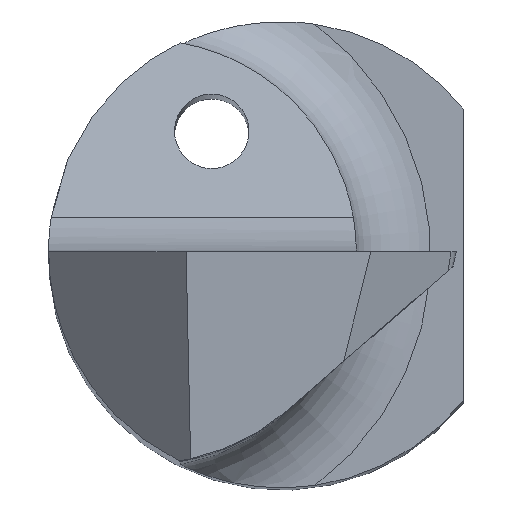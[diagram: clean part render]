
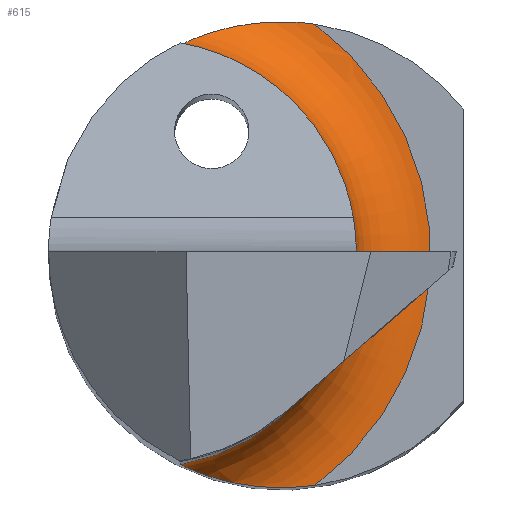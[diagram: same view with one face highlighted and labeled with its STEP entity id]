
A CAD part, top view. The second image highlights one B-rep face of the part: STEP entity #615.
In plain terms, the highlighted toroidal (fillet/blend) face has major radius 3.084 mm and minor radius 0.8 mm.
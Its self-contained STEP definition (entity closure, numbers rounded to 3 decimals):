
#6 = CARTESIAN_POINT ( 'NONE',  ( -0.678, -2.411, 15.207 ) ) ;
#19 = CARTESIAN_POINT ( 'NONE',  ( -1.09, 2.25, 15.8 ) ) ;
#31 = ORIENTED_EDGE ( 'NONE', *, *, #528, .F. ) ;
#59 = EDGE_CURVE ( 'NONE', #500, #332, #457, .T. ) ;
#62 = CARTESIAN_POINT ( 'NONE',  ( -0.809, -2.368, 15.283 ) ) ;
#68 = CARTESIAN_POINT ( 'NONE',  ( 0.357, -2.474, 15. ) ) ;
#75 = CARTESIAN_POINT ( 'NONE',  ( -0.68, 2.41, 15.207 ) ) ;
#81 = CIRCLE ( 'NONE', #111, 3.084 ) ;
#111 = AXIS2_PLACEMENT_3D ( 'NONE', #824, #541, #133 ) ;
#133 = DIRECTION ( 'NONE',  ( 1., 0., 0. ) ) ;
#170 = AXIS2_PLACEMENT_3D ( 'NONE', #479, #761, #330 ) ;
#217 = CARTESIAN_POINT ( 'NONE',  ( 0.204, -2.496, 15. ) ) ;
#227 = DIRECTION ( 'NONE',  ( 1., 0., 0. ) ) ;
#264 = CIRCLE ( 'NONE', #170, 2.284 ) ;
#270 = CARTESIAN_POINT ( 'NONE',  ( -1.072, -2.259, 15.646 ) ) ;
#274 = CARTESIAN_POINT ( 'NONE',  ( -1.09, -2.25, 15.722 ) ) ;
#297 = CARTESIAN_POINT ( 'NONE',  ( -1.484, 0., 15.8 ) ) ;
#307 = ORIENTED_EDGE ( 'NONE', *, *, #59, .F. ) ;
#319 = ORIENTED_EDGE ( 'NONE', *, *, #540, .F. ) ;
#330 = DIRECTION ( 'NONE',  ( 1., 0., 0. ) ) ;
#332 = VERTEX_POINT ( 'NONE', #645 ) ;
#335 = CARTESIAN_POINT ( 'NONE',  ( -0.964, -2.307, 15.445 ) ) ;
#340 = CARTESIAN_POINT ( 'NONE',  ( -1.09, -2.25, 15.8 ) ) ;
#362 = VERTEX_POINT ( 'NONE', #371 ) ;
#371 = CARTESIAN_POINT ( 'NONE',  ( 0.357, 2.474, 15. ) ) ;
#383 = AXIS2_PLACEMENT_3D ( 'NONE', #297, #574, #227 ) ;
#419 = CARTESIAN_POINT ( 'NONE',  ( -1.008, -2.288, 15.506 ) ) ;
#428 = CARTESIAN_POINT ( 'NONE',  ( -0.4, -2.472, 15.094 ) ) ;
#457 = B_SPLINE_CURVE_WITH_KNOTS ( 'NONE', 3,
 ( #68, #217, #847, #573, #428, #6, #62, #335, #419, #270, #274, #340 ),
 .UNSPECIFIED., .F., .F.,
 ( 4, 2, 2, 2, 2, 4 ),
 ( 0., 0., 0.001, 0.001, 0.002, 0.002 ),
 .UNSPECIFIED. ) ;
#473 = TOROIDAL_SURFACE ( 'NONE', #383, 3.084, 0.8 ) ;
#479 = CARTESIAN_POINT ( 'NONE',  ( -1.484, 0., 15.8 ) ) ;
#500 = VERTEX_POINT ( 'NONE', #771 ) ;
#502 = CARTESIAN_POINT ( 'NONE',  ( 0.05, 2.504, 15.01 ) ) ;
#510 = CARTESIAN_POINT ( 'NONE',  ( -0.402, 2.472, 15.094 ) ) ;
#528 = EDGE_CURVE ( 'NONE', #332, #862, #264, .T. ) ;
#540 = EDGE_CURVE ( 'NONE', #362, #500, #81, .T. ) ;
#541 = DIRECTION ( 'NONE',  ( 0., 0., -1. ) ) ;
#568 = CARTESIAN_POINT ( 'NONE',  ( -0.811, 2.368, 15.285 ) ) ;
#573 = CARTESIAN_POINT ( 'NONE',  ( -0.249, -2.492, 15.056 ) ) ;
#574 = DIRECTION ( 'NONE',  ( 0., 0., 1. ) ) ;
#578 = EDGE_LOOP ( 'NONE', ( #307, #319, #622, #31 ) ) ;
#615 = ADVANCED_FACE ( 'NONE', ( #852 ), #473, .F. ) ;
#622 = ORIENTED_EDGE ( 'NONE', *, *, #674, .F. ) ;
#632 = CARTESIAN_POINT ( 'NONE',  ( -0.251, 2.492, 15.057 ) ) ;
#643 = CARTESIAN_POINT ( 'NONE',  ( 0.204, 2.496, 15. ) ) ;
#645 = CARTESIAN_POINT ( 'NONE',  ( -1.09, -2.25, 15.8 ) ) ;
#674 = EDGE_CURVE ( 'NONE', #862, #362, #723, .T. ) ;
#707 = CARTESIAN_POINT ( 'NONE',  ( -1.016, 2.287, 15.499 ) ) ;
#723 = B_SPLINE_CURVE_WITH_KNOTS ( 'NONE', 3,
 ( #19, #858, #707, #568, #75, #510, #632, #502, #643, #871 ),
 .UNSPECIFIED., .F., .F.,
 ( 4, 2, 2, 2, 4 ),
 ( 0., 0., 0.001, 0.001, 0.002 ),
 .UNSPECIFIED. ) ;
#743 = CARTESIAN_POINT ( 'NONE',  ( -1.09, 2.25, 15.8 ) ) ;
#761 = DIRECTION ( 'NONE',  ( 0., 0., 1. ) ) ;
#771 = CARTESIAN_POINT ( 'NONE',  ( 0.357, -2.474, 15. ) ) ;
#824 = CARTESIAN_POINT ( 'NONE',  ( -1.484, 0., 15. ) ) ;
#847 = CARTESIAN_POINT ( 'NONE',  ( 0.052, -2.504, 15.01 ) ) ;
#852 = FACE_OUTER_BOUND ( 'NONE', #578, .T. ) ;
#858 = CARTESIAN_POINT ( 'NONE',  ( -1.09, 2.25, 15.644 ) ) ;
#862 = VERTEX_POINT ( 'NONE', #743 ) ;
#871 = CARTESIAN_POINT ( 'NONE',  ( 0.357, 2.474, 15. ) ) ;
